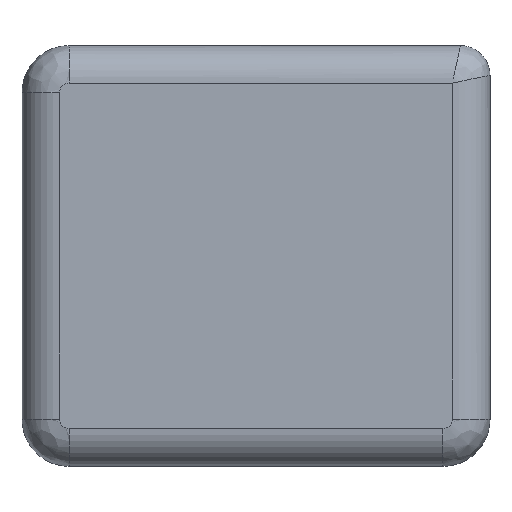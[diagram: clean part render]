
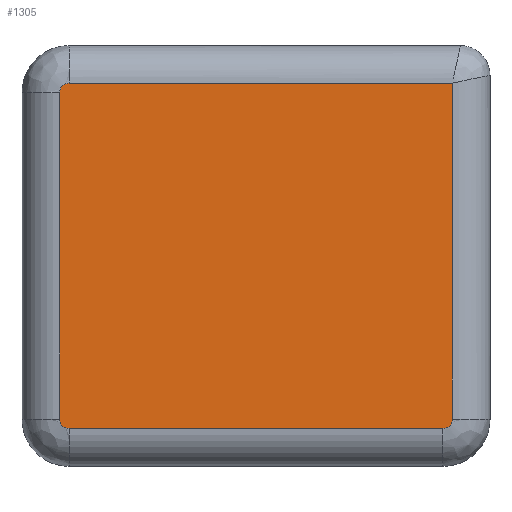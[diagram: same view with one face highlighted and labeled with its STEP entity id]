
A CAD part, top view. The second image highlights one B-rep face of the part: STEP entity #1305.
In plain terms, the highlighted planar face has unit normal (0, 0, 1).
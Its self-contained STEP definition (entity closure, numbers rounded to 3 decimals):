
#75=CIRCLE('',#1440,1.588);
#80=CIRCLE('',#1447,1.588);
#84=CIRCLE('',#1452,1.588);
#124=PLANE('',#1457);
#189=FACE_OUTER_BOUND('',#275,.T.);
#275=EDGE_LOOP('',(#1081,#1082,#1083,#1084,#1085,#1086,#1087));
#396=LINE('',#2323,#494);
#397=LINE('',#2326,#495);
#398=LINE('',#2343,#496);
#399=LINE('',#2359,#497);
#494=VECTOR('',#1778,10.);
#495=VECTOR('',#1781,10.);
#496=VECTOR('',#1792,10.);
#497=VECTOR('',#1801,10.);
#598=VERTEX_POINT('',#2303);
#600=VERTEX_POINT('',#2316);
#601=VERTEX_POINT('',#2318);
#602=VERTEX_POINT('',#2325);
#603=VERTEX_POINT('',#2337);
#604=VERTEX_POINT('',#2341);
#605=VERTEX_POINT('',#2353);
#758=EDGE_CURVE('',#600,#601,#75,.T.);
#761=EDGE_CURVE('',#601,#598,#396,.T.);
#762=EDGE_CURVE('',#598,#602,#397,.T.);
#765=EDGE_CURVE('',#602,#603,#80,.T.);
#767=EDGE_CURVE('',#603,#604,#398,.T.);
#770=EDGE_CURVE('',#604,#605,#84,.T.);
#771=EDGE_CURVE('',#605,#600,#399,.T.);
#1081=ORIENTED_EDGE('',*,*,#758,.F.);
#1082=ORIENTED_EDGE('',*,*,#771,.F.);
#1083=ORIENTED_EDGE('',*,*,#770,.F.);
#1084=ORIENTED_EDGE('',*,*,#767,.F.);
#1085=ORIENTED_EDGE('',*,*,#765,.F.);
#1086=ORIENTED_EDGE('',*,*,#762,.F.);
#1087=ORIENTED_EDGE('',*,*,#761,.F.);
#1305=ADVANCED_FACE('',(#189),#124,.T.);
#1440=AXIS2_PLACEMENT_3D('',#2319,#1770,#1771);
#1447=AXIS2_PLACEMENT_3D('',#2339,#1786,#1787);
#1452=AXIS2_PLACEMENT_3D('',#2357,#1797,#1798);
#1457=AXIS2_PLACEMENT_3D('',#2366,#1811,#1812);
#1770=DIRECTION('center_axis',(0.,0.,-1.));
#1771=DIRECTION('ref_axis',(-0.707,0.707,0.));
#1778=DIRECTION('',(1.,0.,0.));
#1781=DIRECTION('',(0.,-1.,0.));
#1786=DIRECTION('center_axis',(0.,0.,-1.));
#1787=DIRECTION('ref_axis',(0.707,-0.707,0.));
#1792=DIRECTION('',(-1.,0.,0.));
#1797=DIRECTION('center_axis',(0.,0.,-1.));
#1798=DIRECTION('ref_axis',(-0.707,-0.707,0.));
#1801=DIRECTION('',(0.,1.,0.));
#1811=DIRECTION('center_axis',(0.,0.,1.));
#1812=DIRECTION('ref_axis',(1.,0.,0.));
#2303=CARTESIAN_POINT('',(72.65,-6.35,32.5));
#2316=CARTESIAN_POINT('',(6.35,-7.938,32.5));
#2318=CARTESIAN_POINT('',(7.938,-6.35,32.5));
#2319=CARTESIAN_POINT('Origin',(7.938,-7.938,32.5));
#2323=CARTESIAN_POINT('',(59.25,-6.35,32.5));
#2325=CARTESIAN_POINT('',(72.65,-63.063,32.5));
#2326=CARTESIAN_POINT('',(72.65,-53.25,32.5));
#2337=CARTESIAN_POINT('',(71.063,-64.65,32.5));
#2339=CARTESIAN_POINT('Origin',(71.063,-63.063,32.5));
#2341=CARTESIAN_POINT('',(7.938,-64.65,32.5));
#2343=CARTESIAN_POINT('',(19.75,-64.65,32.5));
#2353=CARTESIAN_POINT('',(6.35,-63.063,32.5));
#2357=CARTESIAN_POINT('Origin',(7.938,-63.063,32.5));
#2359=CARTESIAN_POINT('',(6.35,-17.75,32.5));
#2366=CARTESIAN_POINT('Origin',(39.5,-35.5,32.5));
